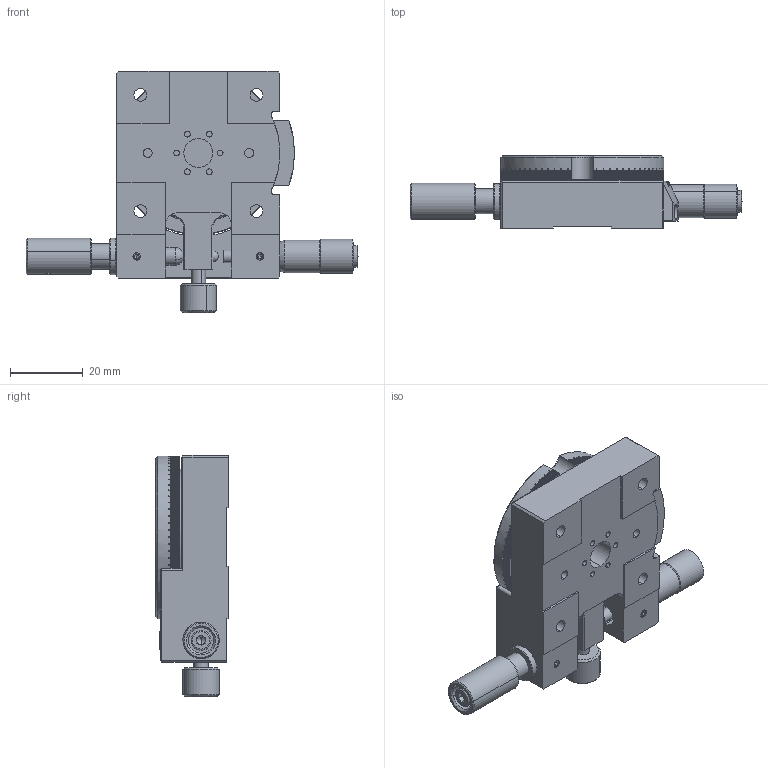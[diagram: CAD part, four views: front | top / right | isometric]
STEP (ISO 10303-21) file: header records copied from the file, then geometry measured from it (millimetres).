
FILE_DESCRIPTION (( 'STEP AP203' ), '1' );
FILE_NAME ('SKR10A-45.STEP', '2022-06-08T06:01:24', ( '' ), ( '' ), 'SwSTEP 2.0', 'SolidWorks 2020', '' );
FILE_SCHEMA (( 'CONFIG_CONTROL_DESIGN' ));
Length unit declared in the file: millimetre
Products named in the file (21): AKR5A-45-06_默认<按加工>; SKR5A-45-05; SKR5A-45-02; S-PSMR45A-6; S-PSMR45A-9; GB_T 70.1-2000S_GB_FASTENER_SCREWS_HSHCS M3X20-N; GB_T 78-2000S_GB_FASTENER_SCREWS_HSCP M2X3-N; S-PSMR45A-7; 袗蕾logo; GB_T 276-1994_Rolling bearings 61803 GB 276-94; SKR5A-45-07; GB_T 70.1-2000S_GB_FASTENER_SCREWS_HSHCS M2X8-N; GBT835-M4x20; 4G10BGBT308-02 ; SKR10A-45; SKR5A-45-01; GB_T 70.1-2000S_GB_FASTENER_SCREWS_HSHCS M2X5-N; SKR5A-45-08; SKR5A-45-04; ACSM06-4; GB_T 78-2000S_GB_FASTENER_SCREWS_HSCP M2.5X3-N
Assembly tree (36 placements, depth 2):
  SKR10A-45
    SKR5A-45-01
    SKR5A-45-05
    SKR5A-45-02
    AKR5A-45-06_默认<按加工>
    SKR5A-45-07
    SKR5A-45-04
    S-PSMR45A-6
    S-PSMR45A-7
    GB_T 70.1-2000S_GB_FASTENER_SCREWS_HSHCS M3X20-N
    S-PSMR45A-9
    ACSM06-4
    SKR5A-45-08
    GB_T 276-1994_Rolling bearings 61803 GB 276-94  x2
    GBT835-M4x20
    4G10BGBT308-02 
    GB_T 70.1-2000S_GB_FASTENER_SCREWS_HSHCS M2X8-N  x14
    GB_T 70.1-2000S_GB_FASTENER_SCREWS_HSHCS M2X5-N  x2
    GB_T 78-2000S_GB_FASTENER_SCREWS_HSCP M2.5X3-N  x2
    袗蕾logo
    GB_T 78-2000S_GB_FASTENER_SCREWS_HSCP M2X3-N
Bounding box: 91.5 x 20 x 66.5 mm (x, y, z)
Volume: 43889.9 mm3; surface area: 36370.7 mm2
Topology: 45 solids, 45 shells, 3363 faces, 9980 edges, 6515 vertices
Faces by surface type: plane 2451, cylinder 410, torus 218, cone 156, sphere 118, bspline 10
Entity records: 100671 total; most frequent: CARTESIAN_POINT 22981, ORIENTED_EDGE 16214, DIRECTION 15123, EDGE_CURVE 8107, VECTOR 5769, LINE 5769, VERTEX_POINT 5327, AXIS2_PLACEMENT_3D 4677
